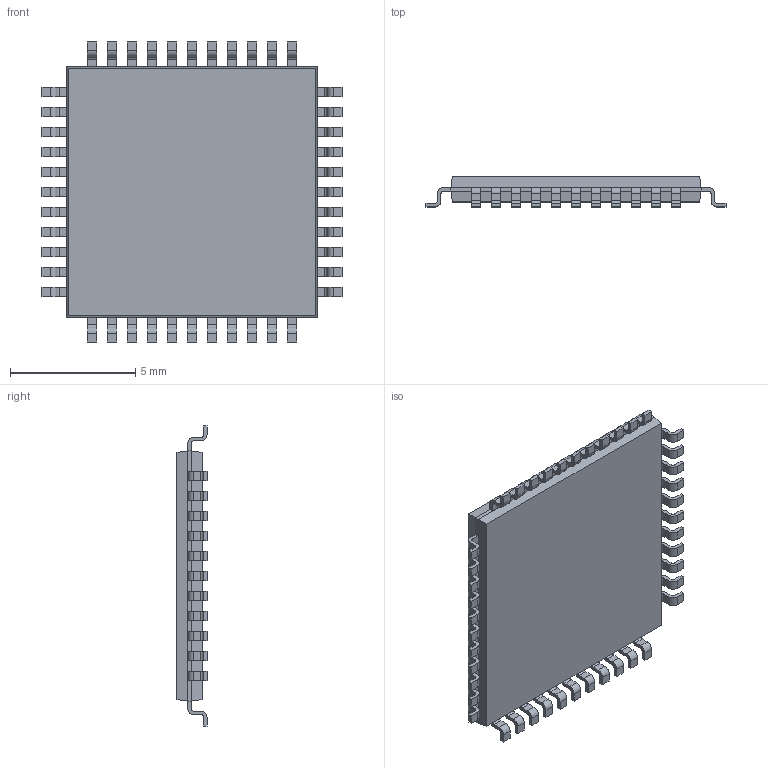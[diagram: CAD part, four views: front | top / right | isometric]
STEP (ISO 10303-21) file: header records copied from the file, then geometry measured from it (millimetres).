
FILE_DESCRIPTION (( 'STEP AP214' ), '1' );
FILE_NAME ('ATMEGA32U4-AUR.STEP', '2020-12-18T19:39:23', ( '' ), ( '' ), 'SwSTEP 2.0', 'SolidWorks 2018', '' );
FILE_SCHEMA (( 'AUTOMOTIVE_DESIGN' ));
Length unit declared in the file: millimetre
Products named in the file (1): ATMEGA32U4-AUR
Bounding box: 12 x 1.2 x 12 mm (x, y, z)
Volume: 102.6 mm3; surface area: 308.4 mm2
Topology: 45 solids, 45 shells, 630 faces, 1612 edges, 1072 vertices
Faces by surface type: plane 454, cylinder 176
Entity records: 19434 total; most frequent: CARTESIAN_POINT 3315, DIRECTION 3226, ORIENTED_EDGE 3224, EDGE_CURVE 1612, LINE 1260, VECTOR 1260, VERTEX_POINT 1072, AXIS2_PLACEMENT_3D 983
